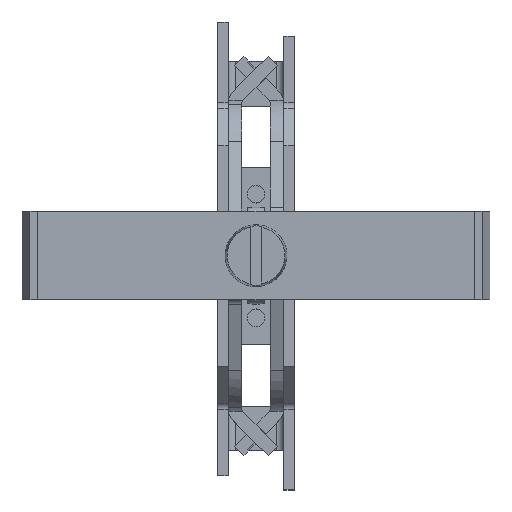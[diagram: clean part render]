
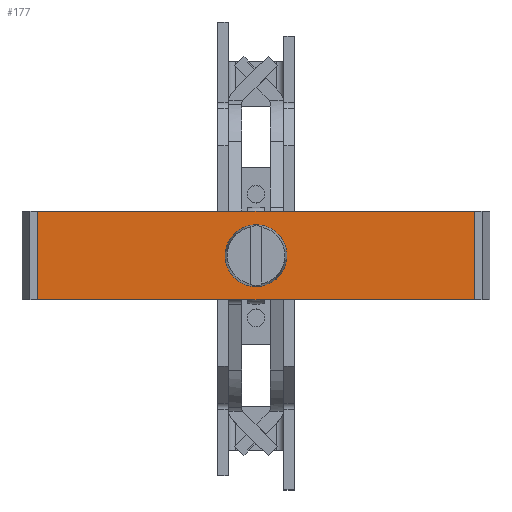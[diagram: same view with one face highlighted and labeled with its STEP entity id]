
A CAD part, top view. The second image highlights one B-rep face of the part: STEP entity #177.
In plain terms, the highlighted planar face has unit normal (0, 0, 1).
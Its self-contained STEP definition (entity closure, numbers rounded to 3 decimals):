
#123=AXIS2_PLACEMENT_3D('Plane Axis2P3D',#120,#121,#122) ;
#161=AXIS2_PLACEMENT_3D('Circle Axis2P3D',#159,#160,$) ;
#170=AXIS2_PLACEMENT_3D('Circle Axis2P3D',#168,#169,$) ;
#120=CARTESIAN_POINT('Axis2P3D Location',(1.8,26.5,33.95)) ;
#125=CARTESIAN_POINT('Line Origine',(51.2,26.5,33.95)) ;
#129=CARTESIAN_POINT('Vertex',(51.2,31.5,33.95)) ;
#131=CARTESIAN_POINT('Vertex',(51.2,21.5,33.95)) ;
#134=CARTESIAN_POINT('Line Origine',(26.5,31.5,33.95)) ;
#138=CARTESIAN_POINT('Vertex',(1.8,31.5,33.95)) ;
#141=CARTESIAN_POINT('Line Origine',(1.8,26.5,33.95)) ;
#145=CARTESIAN_POINT('Vertex',(1.8,21.5,33.95)) ;
#148=CARTESIAN_POINT('Line Origine',(26.5,21.5,33.95)) ;
#159=CARTESIAN_POINT('Axis2P3D Location',(26.5,26.5,33.95)) ;
#163=CARTESIAN_POINT('Vertex',(29.528,24.795,33.95)) ;
#165=CARTESIAN_POINT('Vertex',(23.472,28.205,33.95)) ;
#168=CARTESIAN_POINT('Axis2P3D Location',(26.5,26.5,33.95)) ;
#121=DIRECTION('Axis2P3D Direction',(0.,0.,-1.)) ;
#122=DIRECTION('Axis2P3D XDirection',(1.,0.,0.)) ;
#126=DIRECTION('Vector Direction',(0.,-1.,0.)) ;
#135=DIRECTION('Vector Direction',(1.,0.,0.)) ;
#142=DIRECTION('Vector Direction',(0.,-1.,0.)) ;
#149=DIRECTION('Vector Direction',(1.,0.,0.)) ;
#160=DIRECTION('Axis2P3D Direction',(0.,0.,-1.)) ;
#169=DIRECTION('Axis2P3D Direction',(0.,0.,-1.)) ;
#127=VECTOR('Line Direction',#126,1.) ;
#136=VECTOR('Line Direction',#135,1.) ;
#143=VECTOR('Line Direction',#142,1.) ;
#150=VECTOR('Line Direction',#149,1.) ;
#154=ORIENTED_EDGE('',*,*,#133,.F.) ;
#155=ORIENTED_EDGE('',*,*,#140,.T.) ;
#156=ORIENTED_EDGE('',*,*,#147,.T.) ;
#157=ORIENTED_EDGE('',*,*,#152,.F.) ;
#174=ORIENTED_EDGE('',*,*,#167,.T.) ;
#175=ORIENTED_EDGE('',*,*,#172,.T.) ;
#176=FACE_BOUND('',#173,.T.) ;
#177=ADVANCED_FACE('V1',(#158,#176),#124,.F.) ;
#162=CIRCLE('generated circle',#161,3.475) ;
#171=CIRCLE('generated circle',#170,3.475) ;
#133=EDGE_CURVE('',#130,#132,#128,.T.) ;
#140=EDGE_CURVE('',#130,#139,#137,.F.) ;
#147=EDGE_CURVE('',#139,#146,#144,.T.) ;
#152=EDGE_CURVE('',#132,#146,#151,.F.) ;
#167=EDGE_CURVE('',#164,#166,#162,.T.) ;
#172=EDGE_CURVE('',#166,#164,#171,.T.) ;
#153=EDGE_LOOP('',(#154,#155,#156,#157)) ;
#173=EDGE_LOOP('',(#174,#175)) ;
#158=FACE_OUTER_BOUND('',#153,.T.) ;
#128=LINE('Line',#125,#127) ;
#137=LINE('Line',#134,#136) ;
#144=LINE('Line',#141,#143) ;
#151=LINE('Line',#148,#150) ;
#124=PLANE('',#123) ;
#130=VERTEX_POINT('',#129) ;
#132=VERTEX_POINT('',#131) ;
#139=VERTEX_POINT('',#138) ;
#146=VERTEX_POINT('',#145) ;
#164=VERTEX_POINT('',#163) ;
#166=VERTEX_POINT('',#165) ;
